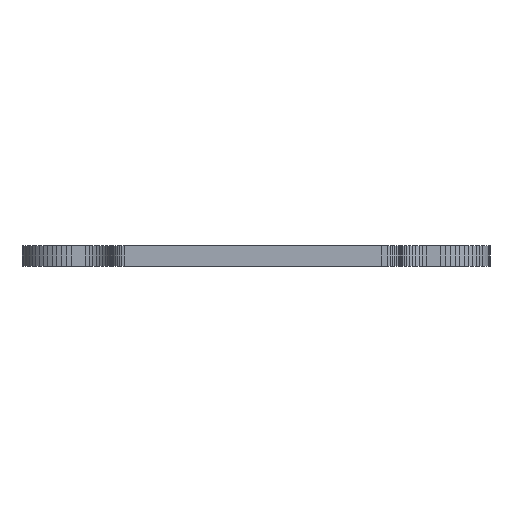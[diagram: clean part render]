
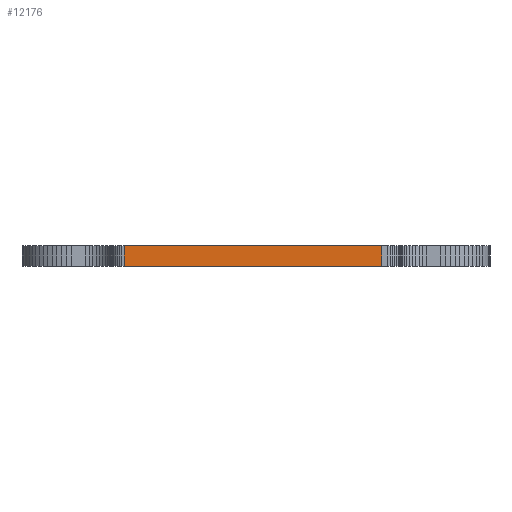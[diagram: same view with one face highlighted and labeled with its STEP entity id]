
A CAD part, front view. The second image highlights one B-rep face of the part: STEP entity #12176.
In plain terms, the highlighted planar face has unit normal (0, -1, 0).
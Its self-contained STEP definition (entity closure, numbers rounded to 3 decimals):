
#83 = PLANE('',#84);
#84 = AXIS2_PLACEMENT_3D('',#85,#86,#87);
#85 = CARTESIAN_POINT('',(152.4,-111.125,1.6));
#86 = DIRECTION('',(-0.,-0.,-1.));
#87 = DIRECTION('',(-1.,0.,0.));
#137 = PLANE('',#138);
#138 = AXIS2_PLACEMENT_3D('',#139,#140,#141);
#139 = CARTESIAN_POINT('',(152.4,-111.125,0.));
#140 = DIRECTION('',(-0.,-0.,-1.));
#141 = DIRECTION('',(-1.,0.,0.));
#2262 = VERTEX_POINT('',#2263);
#2263 = CARTESIAN_POINT('',(162.192,-118.605,0.));
#2277 = PLANE('',#2278);
#2278 = AXIS2_PLACEMENT_3D('',#2279,#2280,#2281);
#2279 = CARTESIAN_POINT('',(162.649,-118.605,0.));
#2280 = DIRECTION('',(0.,-1.,0.));
#2281 = DIRECTION('',(-1.,0.,0.));
#2289 = EDGE_CURVE('',#2262,#2290,#2292,.T.);
#2290 = VERTEX_POINT('',#2291);
#2291 = CARTESIAN_POINT('',(142.151,-118.605,0.));
#2292 = SURFACE_CURVE('',#2293,(#2297,#2304),.PCURVE_S1.);
#2293 = LINE('',#2294,#2295);
#2294 = CARTESIAN_POINT('',(162.192,-118.605,0.));
#2295 = VECTOR('',#2296,1.);
#2296 = DIRECTION('',(-1.,0.,0.));
#2297 = PCURVE('',#137,#2298);
#2298 = DEFINITIONAL_REPRESENTATION('',(#2299),#2303);
#2299 = LINE('',#2300,#2301);
#2300 = CARTESIAN_POINT('',(-9.792,-7.48));
#2301 = VECTOR('',#2302,1.);
#2302 = DIRECTION('',(1.,0.));
#2303 = ( GEOMETRIC_REPRESENTATION_CONTEXT(2) 
PARAMETRIC_REPRESENTATION_CONTEXT() REPRESENTATION_CONTEXT('2D SPACE',''
  ) );
#2304 = PCURVE('',#2305,#2310);
#2305 = PLANE('',#2306);
#2306 = AXIS2_PLACEMENT_3D('',#2307,#2308,#2309);
#2307 = CARTESIAN_POINT('',(162.192,-118.605,0.));
#2308 = DIRECTION('',(0.,-1.,0.));
#2309 = DIRECTION('',(-1.,0.,0.));
#2310 = DEFINITIONAL_REPRESENTATION('',(#2311),#2315);
#2311 = LINE('',#2312,#2313);
#2312 = CARTESIAN_POINT('',(0.,-0.));
#2313 = VECTOR('',#2314,1.);
#2314 = DIRECTION('',(1.,0.));
#2315 = ( GEOMETRIC_REPRESENTATION_CONTEXT(2) 
PARAMETRIC_REPRESENTATION_CONTEXT() REPRESENTATION_CONTEXT('2D SPACE',''
  ) );
#2333 = PLANE('',#2334);
#2334 = AXIS2_PLACEMENT_3D('',#2335,#2336,#2337);
#2335 = CARTESIAN_POINT('',(142.151,-118.605,0.));
#2336 = DIRECTION('',(-0.098,-0.995,0.));
#2337 = DIRECTION('',(-0.995,0.098,0.));
#6307 = VERTEX_POINT('',#6308);
#6308 = CARTESIAN_POINT('',(162.192,-118.605,1.6));
#6329 = EDGE_CURVE('',#6307,#6330,#6332,.T.);
#6330 = VERTEX_POINT('',#6331);
#6331 = CARTESIAN_POINT('',(142.151,-118.605,1.6));
#6332 = SURFACE_CURVE('',#6333,(#6337,#6344),.PCURVE_S1.);
#6333 = LINE('',#6334,#6335);
#6334 = CARTESIAN_POINT('',(162.192,-118.605,1.6));
#6335 = VECTOR('',#6336,1.);
#6336 = DIRECTION('',(-1.,0.,0.));
#6337 = PCURVE('',#83,#6338);
#6338 = DEFINITIONAL_REPRESENTATION('',(#6339),#6343);
#6339 = LINE('',#6340,#6341);
#6340 = CARTESIAN_POINT('',(-9.792,-7.48));
#6341 = VECTOR('',#6342,1.);
#6342 = DIRECTION('',(1.,0.));
#6343 = ( GEOMETRIC_REPRESENTATION_CONTEXT(2) 
PARAMETRIC_REPRESENTATION_CONTEXT() REPRESENTATION_CONTEXT('2D SPACE',''
  ) );
#6344 = PCURVE('',#2305,#6345);
#6345 = DEFINITIONAL_REPRESENTATION('',(#6346),#6350);
#6346 = LINE('',#6347,#6348);
#6347 = CARTESIAN_POINT('',(0.,-1.6));
#6348 = VECTOR('',#6349,1.);
#6349 = DIRECTION('',(1.,0.));
#6350 = ( GEOMETRIC_REPRESENTATION_CONTEXT(2) 
PARAMETRIC_REPRESENTATION_CONTEXT() REPRESENTATION_CONTEXT('2D SPACE',''
  ) );
#12128 = EDGE_CURVE('',#2262,#6307,#12129,.T.);
#12129 = SURFACE_CURVE('',#12130,(#12134,#12141),.PCURVE_S1.);
#12130 = LINE('',#12131,#12132);
#12131 = CARTESIAN_POINT('',(162.192,-118.605,0.));
#12132 = VECTOR('',#12133,1.);
#12133 = DIRECTION('',(0.,0.,1.));
#12134 = PCURVE('',#2277,#12135);
#12135 = DEFINITIONAL_REPRESENTATION('',(#12136),#12140);
#12136 = LINE('',#12137,#12138);
#12137 = CARTESIAN_POINT('',(0.457,0.));
#12138 = VECTOR('',#12139,1.);
#12139 = DIRECTION('',(0.,-1.));
#12140 = ( GEOMETRIC_REPRESENTATION_CONTEXT(2) 
PARAMETRIC_REPRESENTATION_CONTEXT() REPRESENTATION_CONTEXT('2D SPACE',''
  ) );
#12141 = PCURVE('',#2305,#12142);
#12142 = DEFINITIONAL_REPRESENTATION('',(#12143),#12147);
#12143 = LINE('',#12144,#12145);
#12144 = CARTESIAN_POINT('',(0.,-0.));
#12145 = VECTOR('',#12146,1.);
#12146 = DIRECTION('',(0.,-1.));
#12147 = ( GEOMETRIC_REPRESENTATION_CONTEXT(2) 
PARAMETRIC_REPRESENTATION_CONTEXT() REPRESENTATION_CONTEXT('2D SPACE',''
  ) );
#12176 = ADVANCED_FACE('',(#12177),#2305,.T.);
#12177 = FACE_BOUND('',#12178,.T.);
#12178 = EDGE_LOOP('',(#12179,#12180,#12181,#12202));
#12179 = ORIENTED_EDGE('',*,*,#12128,.T.);
#12180 = ORIENTED_EDGE('',*,*,#6329,.T.);
#12181 = ORIENTED_EDGE('',*,*,#12182,.F.);
#12182 = EDGE_CURVE('',#2290,#6330,#12183,.T.);
#12183 = SURFACE_CURVE('',#12184,(#12188,#12195),.PCURVE_S1.);
#12184 = LINE('',#12185,#12186);
#12185 = CARTESIAN_POINT('',(142.151,-118.605,0.));
#12186 = VECTOR('',#12187,1.);
#12187 = DIRECTION('',(0.,0.,1.));
#12188 = PCURVE('',#2305,#12189);
#12189 = DEFINITIONAL_REPRESENTATION('',(#12190),#12194);
#12190 = LINE('',#12191,#12192);
#12191 = CARTESIAN_POINT('',(20.041,0.));
#12192 = VECTOR('',#12193,1.);
#12193 = DIRECTION('',(0.,-1.));
#12194 = ( GEOMETRIC_REPRESENTATION_CONTEXT(2) 
PARAMETRIC_REPRESENTATION_CONTEXT() REPRESENTATION_CONTEXT('2D SPACE',''
  ) );
#12195 = PCURVE('',#2333,#12196);
#12196 = DEFINITIONAL_REPRESENTATION('',(#12197),#12201);
#12197 = LINE('',#12198,#12199);
#12198 = CARTESIAN_POINT('',(0.,0.));
#12199 = VECTOR('',#12200,1.);
#12200 = DIRECTION('',(0.,-1.));
#12201 = ( GEOMETRIC_REPRESENTATION_CONTEXT(2) 
PARAMETRIC_REPRESENTATION_CONTEXT() REPRESENTATION_CONTEXT('2D SPACE',''
  ) );
#12202 = ORIENTED_EDGE('',*,*,#2289,.F.);
